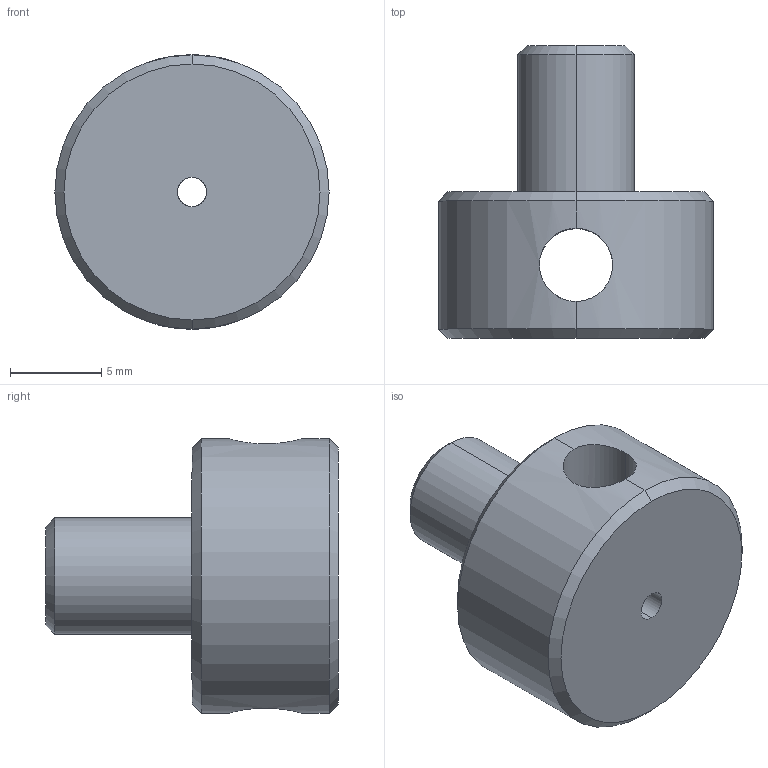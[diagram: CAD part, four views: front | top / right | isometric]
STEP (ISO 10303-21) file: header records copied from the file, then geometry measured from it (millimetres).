
FILE_DESCRIPTION (( 'STEP AP203' ), '1' );
FILE_NAME ('APFCH-2.STEP', '2018-12-06T08:06:20', ( '' ), ( '' ), 'SwSTEP 2.0', 'SolidWorks 2016', '' );
FILE_SCHEMA (( 'CONFIG_CONTROL_DESIGN' ));
Length unit declared in the file: millimetre
Products named in the file (1): APFCH-2
Bounding box: 15 x 16 x 15 mm (x, y, z)
Surface area: 1088 mm2 (no closed solid volume)
Topology: 0 solids, 1 shells, 19 faces, 50 edges, 32 vertices
Faces by surface type: cylinder 10, cone 6, plane 3
Entity records: 837 total; most frequent: CARTESIAN_POINT 286, DIRECTION 98, ORIENTED_EDGE 96, EDGE_CURVE 50, AXIS2_PLACEMENT_3D 40, VERTEX_POINT 32, EDGE_LOOP 24, CIRCLE 20
